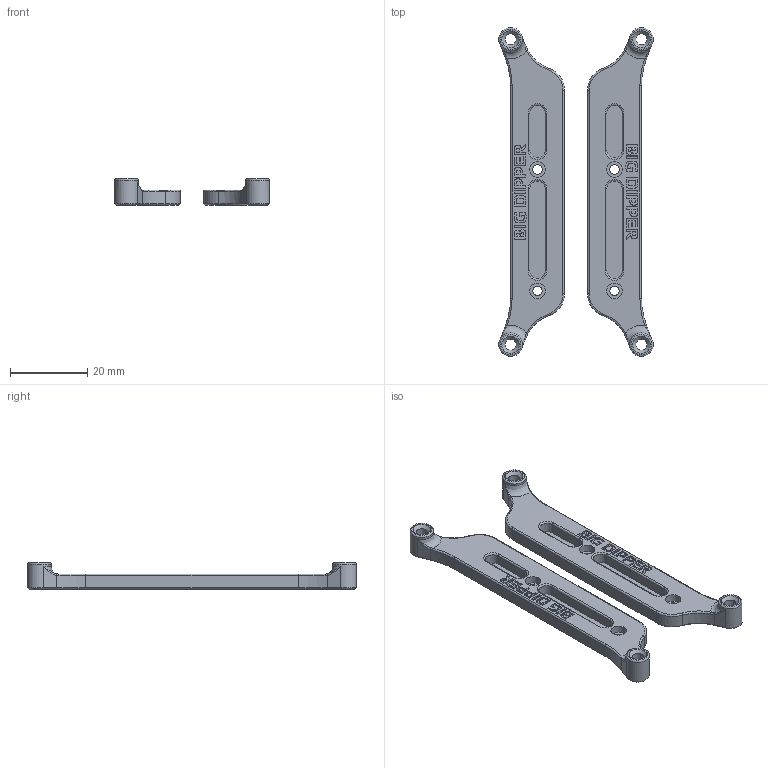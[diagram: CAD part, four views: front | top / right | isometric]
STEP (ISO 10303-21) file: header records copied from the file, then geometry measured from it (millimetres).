
FILE_DESCRIPTION(/* description */ (''),/* implementation_level */ '2;1');
FILE_NAME(/* name */ 'BIGDIPPER_bracket_2pc.step',/* time_stamp */ '2023-03-02T20:39:27-08:00',/* author */ (''),/* organization */ (''),/* preprocessor_version */ 'ST-DEVELOPER v19.2',/* originating_system */ 'Autodesk Translation Framework v11.17.0.187',/* authorisation */ '');
FILE_SCHEMA (('AUTOMOTIVE_DESIGN { 1 0 10303 214 3 1 1 }'));
Length unit declared in the file: millimetre
Products named in the file (1): BIGDIPPER_bracket_2pc
Bounding box: 40.1 x 85.4 x 7 mm (x, y, z)
Volume: 7281.7 mm3; surface area: 6568.3 mm2
Topology: 2 solids, 2 shells, 516 faces, 1334 edges, 852 vertices
Faces by surface type: plane 244, bspline 168, cylinder 48, cone 28, torus 28
Full cylindrical faces by diameter (mm): 2.4 x4, 2.9 x4, 4 x4, 6.1 x4
Entity records: 16202 total; most frequent: CARTESIAN_POINT 4623, ORIENTED_EDGE 2652, DIRECTION 1872, EDGE_CURVE 1326, VERTEX_POINT 852, LINE 806, VECTOR 806, EDGE_LOOP 570
